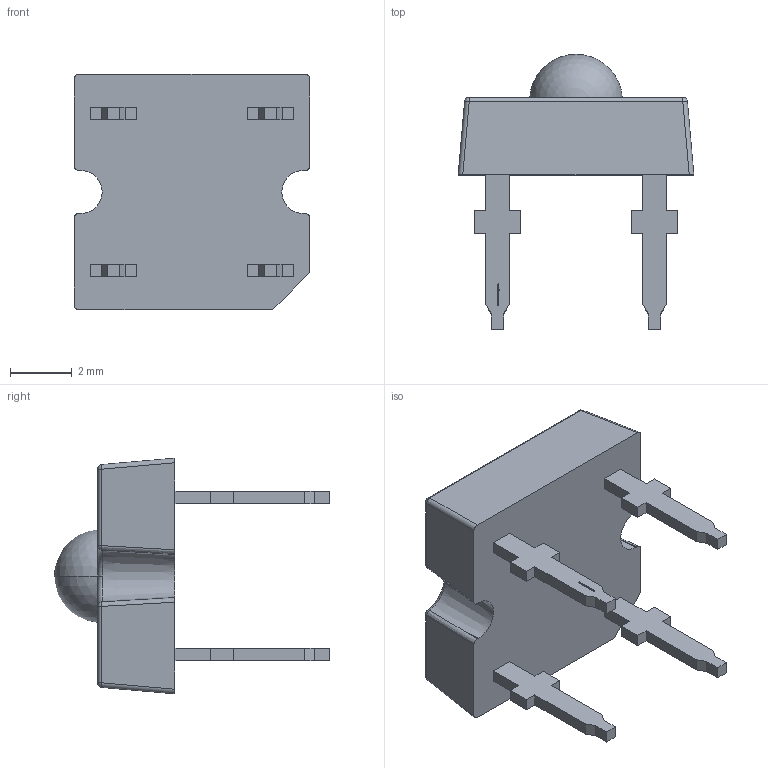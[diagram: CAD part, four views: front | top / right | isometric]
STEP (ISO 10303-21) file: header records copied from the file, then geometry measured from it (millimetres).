
FILE_DESCRIPTION (( 'STEP AP214' ), '1' );
FILE_NAME ('XSxx983W.STEP', '2016-03-02T22:34:53', ( '' ), ( '' ), 'SwSTEP 2.0', 'SolidWorks 2012', '' );
FILE_SCHEMA (( 'AUTOMOTIVE_DESIGN' ));
Length unit declared in the file: millimetre
Products named in the file (1): XSxx983W
Bounding box: 7.62 x 8.9 x 7.62 mm (x, y, z)
Volume: 142.4 mm3; surface area: 235.9 mm2
Topology: 1 solids, 1 shells, 337 faces, 913 edges, 594 vertices
Faces by surface type: plane 202, bspline 103, cylinder 12, sphere 11, cone 6, torus 3
Entity records: 15716 total; most frequent: CARTESIAN_POINT 7370, ORIENTED_EDGE 1808, DIRECTION 1199, EDGE_CURVE 904, LINE 641, VECTOR 641, VERTEX_POINT 594, EDGE_LOOP 362
